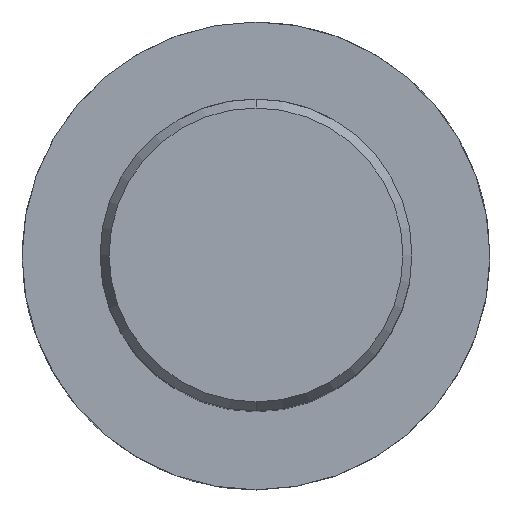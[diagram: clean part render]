
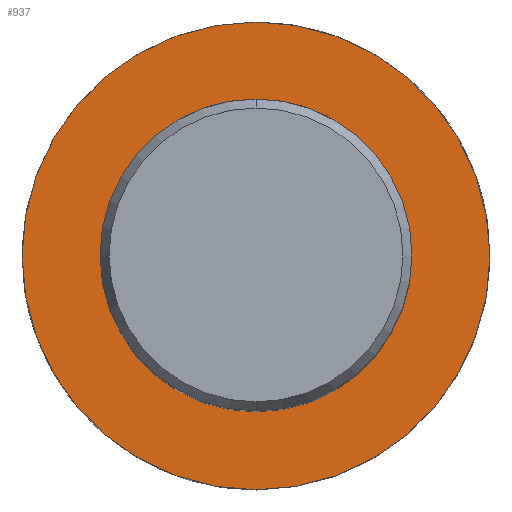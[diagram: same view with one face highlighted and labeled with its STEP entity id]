
A CAD part, top view. The second image highlights one B-rep face of the part: STEP entity #937.
In plain terms, the highlighted planar face has unit normal (0, 0, 1).
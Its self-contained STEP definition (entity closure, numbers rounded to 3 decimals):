
#513=EDGE_CURVE('',#609,#565,#1352,.T.);
#565=VERTEX_POINT('',#1408);
#609=VERTEX_POINT('',#1455);
#795=EDGE_CURVE('',#1009,#1017,#1658,.T.);
#833=EDGE_CURVE('',#565,#609,#1702,.T.);
#937=ADVANCED_FACE('',(#1821,#1822),#1823,.T.);
#953=EDGE_CURVE('',#1017,#1009,#1839,.T.);
#1009=VERTEX_POINT('',#1900);
#1017=VERTEX_POINT('',#1910);
#1352=CIRCLE('',#2343,30.0);
#1408=CARTESIAN_POINT('',(0.,-30.0,-70.0));
#1455=CARTESIAN_POINT('',(0.0,30.0,-70.0));
#1658=CIRCLE('',#3586,20.0);
#1702=CIRCLE('',#3675,30.0);
#1821=FACE_BOUND('',#4247,.T.);
#1822=FACE_OUTER_BOUND('',#4248,.T.);
#1823=PLANE('',#4249);
#1839=CIRCLE('',#4270,20.0);
#1900=CARTESIAN_POINT('',(0.0,20.0,-70.0));
#1910=CARTESIAN_POINT('',(0.,-20.0,-70.0));
#2343=AXIS2_PLACEMENT_3D('',#5146,#5147,#5148);
#3586=AXIS2_PLACEMENT_3D('',#5489,#5490,#5491);
#3675=AXIS2_PLACEMENT_3D('',#5546,#5547,#5548);
#4247=EDGE_LOOP('',(#5706,#5707));
#4248=EDGE_LOOP('',(#5708,#5709));
#4249=AXIS2_PLACEMENT_3D('',#5710,#5711,#5712);
#4270=AXIS2_PLACEMENT_3D('',#5720,#5721,#5722);
#5146=CARTESIAN_POINT('',(0.0,0.0,-70.0));
#5147=DIRECTION('',(0.0,0.0,-1.0));
#5148=DIRECTION('',(0.0,1.0,0.0));
#5489=CARTESIAN_POINT('',(0.0,0.0,-70.0));
#5490=DIRECTION('',(-0.0,0.0,-1.0));
#5491=DIRECTION('',(0.0,1.0,0.0));
#5546=CARTESIAN_POINT('',(0.0,0.0,-70.0));
#5547=DIRECTION('',(0.0,0.0,-1.0));
#5548=DIRECTION('',(0.0,1.0,0.0));
#5706=ORIENTED_EDGE('',*,*,#795,.T.);
#5707=ORIENTED_EDGE('',*,*,#953,.T.);
#5708=ORIENTED_EDGE('',*,*,#513,.F.);
#5709=ORIENTED_EDGE('',*,*,#833,.F.);
#5710=CARTESIAN_POINT('',(0.0,15.0,-70.0));
#5711=DIRECTION('',(-0.0,0.0,1.0));
#5712=DIRECTION('',(0.0,-1.0,0.0));
#5720=CARTESIAN_POINT('',(0.0,0.0,-70.0));
#5721=DIRECTION('',(-0.0,0.0,-1.0));
#5722=DIRECTION('',(0.0,1.0,0.0));
